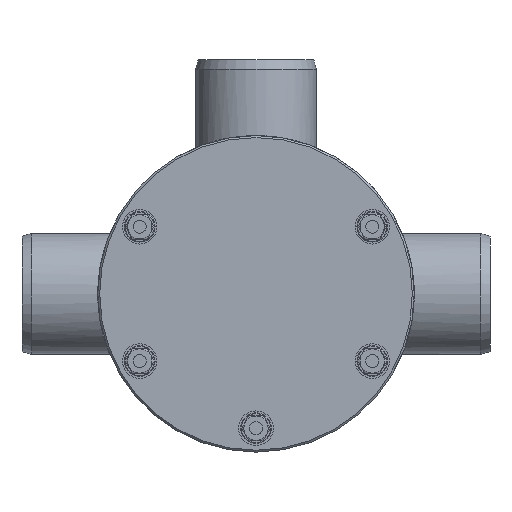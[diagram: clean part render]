
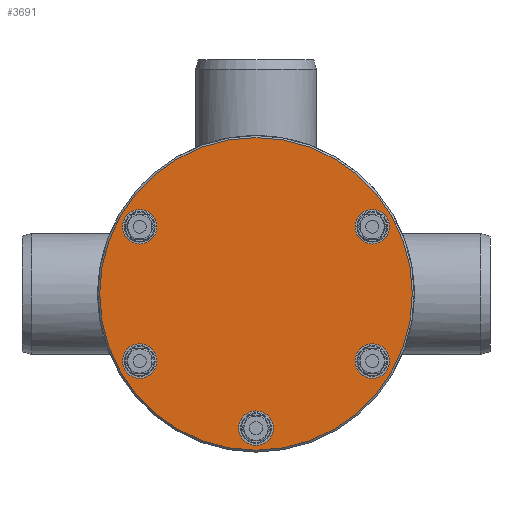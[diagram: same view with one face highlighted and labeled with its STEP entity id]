
A CAD part, front view. The second image highlights one B-rep face of the part: STEP entity #3691.
In plain terms, the highlighted planar face has unit normal (0, -1, 0).
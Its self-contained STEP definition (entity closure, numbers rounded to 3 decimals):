
#46=CARTESIAN_POINT('',(127.296,-47.448,-167.92));
#47=DIRECTION('',(0.,1.,0.));
#48=DIRECTION('',(1.,0.,0.));
#49=AXIS2_PLACEMENT_3D('',#46,#47,#48);
#51=CARTESIAN_POINT('',(127.296,-47.448,-167.92));
#52=DIRECTION('',(0.,1.,0.));
#53=DIRECTION('',(0.,0.,-1.));
#54=AXIS2_PLACEMENT_3D('',#51,#52,#53);
#56=CARTESIAN_POINT('',(127.296,-47.448,-167.92));
#57=DIRECTION('',(0.,1.,0.));
#58=DIRECTION('',(-1.,0.,0.));
#59=AXIS2_PLACEMENT_3D('',#56,#57,#58);
#61=CARTESIAN_POINT('',(66.674,-47.448,-202.92));
#62=DIRECTION('',(0.,-1.,0.));
#63=DIRECTION('',(-0.866,0.,-0.5));
#64=AXIS2_PLACEMENT_3D('',#61,#62,#63);
#66=CARTESIAN_POINT('',(66.674,-47.448,-202.92));
#67=DIRECTION('',(0.,-1.,0.));
#68=DIRECTION('',(0.866,0.,0.5));
#69=AXIS2_PLACEMENT_3D('',#66,#67,#68);
#71=CARTESIAN_POINT('',(66.674,-47.448,-132.92));
#72=DIRECTION('',(0.,-1.,0.));
#73=DIRECTION('',(-0.866,0.,0.5));
#74=AXIS2_PLACEMENT_3D('',#71,#72,#73);
#76=CARTESIAN_POINT('',(66.674,-47.448,-132.92));
#77=DIRECTION('',(0.,-1.,0.));
#78=DIRECTION('',(0.866,0.,-0.5));
#79=AXIS2_PLACEMENT_3D('',#76,#77,#78);
#81=CARTESIAN_POINT('',(187.918,-47.448,-202.92));
#82=DIRECTION('',(0.,-1.,0.));
#83=DIRECTION('',(-0.866,0.,0.5));
#84=AXIS2_PLACEMENT_3D('',#81,#82,#83);
#86=CARTESIAN_POINT('',(187.918,-47.448,-202.92));
#87=DIRECTION('',(0.,-1.,0.));
#88=DIRECTION('',(0.866,0.,-0.5));
#89=AXIS2_PLACEMENT_3D('',#86,#87,#88);
#91=CARTESIAN_POINT('',(187.918,-47.448,-132.92));
#92=DIRECTION('',(0.,-1.,0.));
#93=DIRECTION('',(-0.866,0.,-0.5));
#94=AXIS2_PLACEMENT_3D('',#91,#92,#93);
#96=CARTESIAN_POINT('',(187.918,-47.448,-132.92));
#97=DIRECTION('',(0.,-1.,0.));
#98=DIRECTION('',(0.866,0.,0.5));
#99=AXIS2_PLACEMENT_3D('',#96,#97,#98);
#101=CARTESIAN_POINT('',(127.296,-47.448,-237.92));
#102=DIRECTION('',(0.,-1.,0.));
#103=DIRECTION('',(0.,0.,-1.));
#104=AXIS2_PLACEMENT_3D('',#101,#102,#103);
#106=CARTESIAN_POINT('',(127.296,-47.448,-237.92));
#107=DIRECTION('',(0.,-1.,0.));
#108=DIRECTION('',(0.,0.,1.));
#109=AXIS2_PLACEMENT_3D('',#106,#107,#108);
#3030=CARTESIAN_POINT('',(127.296,-47.448,
-246.92));
#3031=CARTESIAN_POINT('',(127.296,-47.448,
-228.92));
#3032=VERTEX_POINT('',#3030);
#3033=VERTEX_POINT('',#3031);
#3034=CARTESIAN_POINT('',(58.88,-47.448,
-207.42));
#3035=CARTESIAN_POINT('',(74.468,-47.448,
-198.42));
#3036=VERTEX_POINT('',#3034);
#3037=VERTEX_POINT('',#3035);
#3038=CARTESIAN_POINT('',(58.88,-47.448,
-128.42));
#3039=CARTESIAN_POINT('',(74.468,-47.448,
-137.42));
#3040=VERTEX_POINT('',#3038);
#3041=VERTEX_POINT('',#3039);
#3042=CARTESIAN_POINT('',(180.124,-47.448,
-198.42));
#3043=CARTESIAN_POINT('',(195.712,-47.448,
-207.42));
#3044=VERTEX_POINT('',#3042);
#3045=VERTEX_POINT('',#3043);
#3046=CARTESIAN_POINT('',(180.124,-47.448,
-137.42));
#3047=CARTESIAN_POINT('',(195.712,-47.448,
-128.42));
#3048=VERTEX_POINT('',#3046);
#3049=VERTEX_POINT('',#3047);
#3050=CARTESIAN_POINT('',(208.796,-47.448,
-167.92));
#3051=CARTESIAN_POINT('',(127.296,-47.448,
-249.42));
#3052=VERTEX_POINT('',#3050);
#3053=VERTEX_POINT('',#3051);
#3054=CARTESIAN_POINT('',(45.796,-47.448,
-167.92));
#3055=VERTEX_POINT('',#3054);
#3648=CARTESIAN_POINT('',(127.296,-47.448,
-167.92));
#3649=DIRECTION('',(0.,1.,0.));
#3650=DIRECTION('',(-1.,0.,0.));
#3651=AXIS2_PLACEMENT_3D('',#3648,#3649,#3650);
#3652=PLANE('',#3651);
#3654=ORIENTED_EDGE('',*,*,#3653,.T.);
#3656=ORIENTED_EDGE('',*,*,#3655,.T.);
#3658=ORIENTED_EDGE('',*,*,#3657,.T.);
#3659=EDGE_LOOP('',(#3654,#3656,#3658));
#3660=FACE_OUTER_BOUND('',#3659,.F.);
#3662=ORIENTED_EDGE('',*,*,#3661,.T.);
#3664=ORIENTED_EDGE('',*,*,#3663,.T.);
#3665=EDGE_LOOP('',(#3662,#3664));
#3666=FACE_BOUND('',#3665,.F.);
#3668=ORIENTED_EDGE('',*,*,#3667,.T.);
#3670=ORIENTED_EDGE('',*,*,#3669,.T.);
#3671=EDGE_LOOP('',(#3668,#3670));
#3672=FACE_BOUND('',#3671,.F.);
#3674=ORIENTED_EDGE('',*,*,#3673,.T.);
#3676=ORIENTED_EDGE('',*,*,#3675,.T.);
#3677=EDGE_LOOP('',(#3674,#3676));
#3678=FACE_BOUND('',#3677,.F.);
#3680=ORIENTED_EDGE('',*,*,#3679,.T.);
#3682=ORIENTED_EDGE('',*,*,#3681,.T.);
#3683=EDGE_LOOP('',(#3680,#3682));
#3684=FACE_BOUND('',#3683,.F.);
#3686=ORIENTED_EDGE('',*,*,#3685,.T.);
#3688=ORIENTED_EDGE('',*,*,#3687,.T.);
#3689=EDGE_LOOP('',(#3686,#3688));
#3690=FACE_BOUND('',#3689,.F.);
#50=CIRCLE('',#49,81.5);
#55=CIRCLE('',#54,81.5);
#60=CIRCLE('',#59,81.5);
#65=CIRCLE('',#64,9.);
#70=CIRCLE('',#69,9.);
#75=CIRCLE('',#74,9.);
#80=CIRCLE('',#79,9.);
#85=CIRCLE('',#84,9.);
#90=CIRCLE('',#89,9.);
#95=CIRCLE('',#94,9.);
#100=CIRCLE('',#99,9.);
#105=CIRCLE('',#104,9.);
#110=CIRCLE('',#109,9.);
#3653=EDGE_CURVE('',#3052,#3053,#50,.T.);
#3655=EDGE_CURVE('',#3053,#3055,#55,.T.);
#3657=EDGE_CURVE('',#3055,#3052,#60,.T.);
#3661=EDGE_CURVE('',#3036,#3037,#65,.T.);
#3663=EDGE_CURVE('',#3037,#3036,#70,.T.);
#3667=EDGE_CURVE('',#3040,#3041,#75,.T.);
#3669=EDGE_CURVE('',#3041,#3040,#80,.T.);
#3673=EDGE_CURVE('',#3044,#3045,#85,.T.);
#3675=EDGE_CURVE('',#3045,#3044,#90,.T.);
#3679=EDGE_CURVE('',#3048,#3049,#95,.T.);
#3681=EDGE_CURVE('',#3049,#3048,#100,.T.);
#3685=EDGE_CURVE('',#3032,#3033,#105,.T.);
#3687=EDGE_CURVE('',#3033,#3032,#110,.T.);
#3691=ADVANCED_FACE('',(#3660,#3666,#3672,#3678,#3684,#3690),#3652,.F.);
